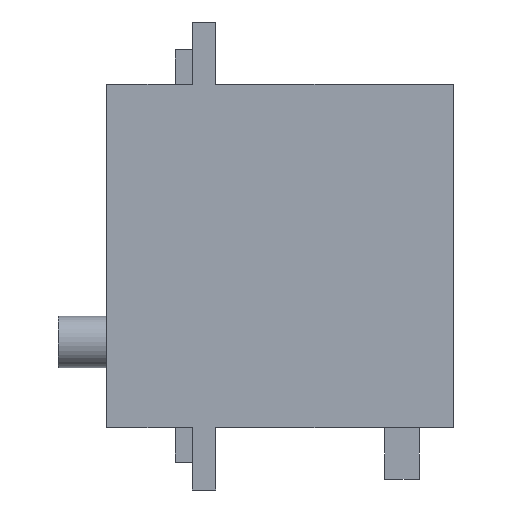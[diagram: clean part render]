
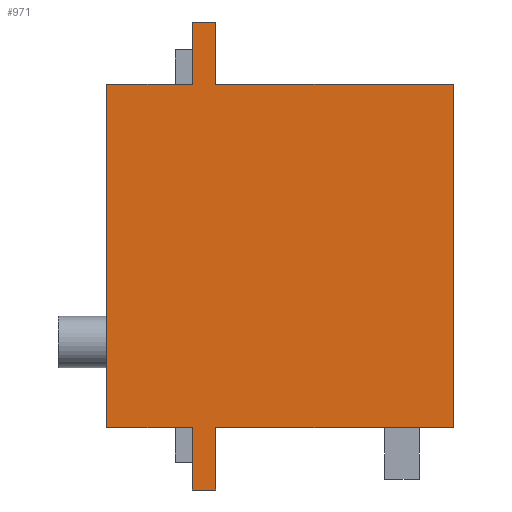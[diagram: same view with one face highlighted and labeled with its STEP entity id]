
A CAD part, left-side view. The second image highlights one B-rep face of the part: STEP entity #971.
In plain terms, the highlighted planar face has unit normal (-1, 0, 0).
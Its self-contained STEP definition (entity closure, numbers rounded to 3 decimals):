
#83=FACE_OUTER_BOUND('',#133,.T.);
#133=EDGE_LOOP('',(#821,#822,#823,#824,#825,#826,#827,#828,#829,#830,#831,
#832));
#172=LINE('',#1391,#286);
#177=LINE('',#1401,#291);
#192=LINE('',#1436,#306);
#204=LINE('',#1463,#318);
#216=LINE('',#1493,#330);
#232=LINE('',#1526,#346);
#235=LINE('',#1532,#349);
#236=LINE('',#1535,#350);
#241=LINE('',#1544,#355);
#243=LINE('',#1547,#357);
#246=LINE('',#1553,#360);
#248=LINE('',#1557,#362);
#286=VECTOR('',#1144,10.);
#291=VECTOR('',#1151,10.);
#306=VECTOR('',#1178,10.);
#318=VECTOR('',#1206,10.);
#330=VECTOR('',#1230,10.);
#346=VECTOR('',#1262,10.);
#349=VECTOR('',#1267,10.);
#350=VECTOR('',#1270,10.);
#355=VECTOR('',#1277,10.);
#357=VECTOR('',#1281,10.);
#360=VECTOR('',#1286,10.);
#362=VECTOR('',#1292,10.);
#394=VERTEX_POINT('',#1388);
#395=VERTEX_POINT('',#1390);
#398=VERTEX_POINT('',#1398);
#399=VERTEX_POINT('',#1400);
#413=VERTEX_POINT('',#1434);
#420=VERTEX_POINT('',#1462);
#431=VERTEX_POINT('',#1490);
#432=VERTEX_POINT('',#1492);
#443=VERTEX_POINT('',#1530);
#444=VERTEX_POINT('',#1534);
#447=VERTEX_POINT('',#1542);
#449=VERTEX_POINT('',#1551);
#494=EDGE_CURVE('',#394,#395,#172,.T.);
#499=EDGE_CURVE('',#398,#399,#177,.T.);
#517=EDGE_CURVE('',#413,#399,#192,.T.);
#530=EDGE_CURVE('',#420,#413,#204,.T.);
#544=EDGE_CURVE('',#431,#432,#216,.T.);
#562=EDGE_CURVE('',#432,#394,#232,.T.);
#565=EDGE_CURVE('',#431,#443,#235,.T.);
#566=EDGE_CURVE('',#444,#420,#236,.T.);
#571=EDGE_CURVE('',#398,#447,#241,.T.);
#573=EDGE_CURVE('',#395,#447,#243,.T.);
#576=EDGE_CURVE('',#449,#443,#246,.T.);
#578=EDGE_CURVE('',#449,#444,#248,.T.);
#821=ORIENTED_EDGE('',*,*,#578,.T.);
#822=ORIENTED_EDGE('',*,*,#566,.T.);
#823=ORIENTED_EDGE('',*,*,#530,.T.);
#824=ORIENTED_EDGE('',*,*,#517,.T.);
#825=ORIENTED_EDGE('',*,*,#499,.F.);
#826=ORIENTED_EDGE('',*,*,#571,.T.);
#827=ORIENTED_EDGE('',*,*,#573,.F.);
#828=ORIENTED_EDGE('',*,*,#494,.F.);
#829=ORIENTED_EDGE('',*,*,#562,.F.);
#830=ORIENTED_EDGE('',*,*,#544,.F.);
#831=ORIENTED_EDGE('',*,*,#565,.T.);
#832=ORIENTED_EDGE('',*,*,#576,.F.);
#876=PLANE('',#1053);
#971=ADVANCED_FACE('',(#83),#876,.T.);
#1053=AXIS2_PLACEMENT_3D('',#1556,#1290,#1291);
#1144=DIRECTION('',(0.,1.,0.));
#1151=DIRECTION('',(0.,0.,1.));
#1178=DIRECTION('',(0.,1.,0.));
#1206=DIRECTION('',(0.,0.,1.));
#1230=DIRECTION('',(0.,1.,0.));
#1262=DIRECTION('',(0.,0.,1.));
#1267=DIRECTION('',(0.,0.,1.));
#1270=DIRECTION('',(0.,1.,0.));
#1277=DIRECTION('',(0.,1.,0.));
#1281=DIRECTION('',(0.,0.,1.));
#1286=DIRECTION('',(0.,1.,0.));
#1290=DIRECTION('center_axis',(-1.,0.,0.));
#1291=DIRECTION('ref_axis',(0.,0.,1.));
#1292=DIRECTION('',(0.,0.,1.));
#1388=CARTESIAN_POINT('',(-10.,30.4,-20.));
#1390=CARTESIAN_POINT('',(-10.,40.4,-20.));
#1391=CARTESIAN_POINT('',(-10.,0.,-20.));
#1398=CARTESIAN_POINT('',(-10.,30.4,20.));
#1400=CARTESIAN_POINT('',(-10.,30.4,27.25));
#1401=CARTESIAN_POINT('',(-10.,30.4,20.));
#1434=CARTESIAN_POINT('',(-10.,27.7,27.25));
#1436=CARTESIAN_POINT('',(-10.,27.7,27.25));
#1462=CARTESIAN_POINT('',(-10.,27.7,20.));
#1463=CARTESIAN_POINT('',(-10.,27.7,20.));
#1490=CARTESIAN_POINT('',(-10.,27.7,-27.25));
#1492=CARTESIAN_POINT('',(-10.,30.4,-27.25));
#1493=CARTESIAN_POINT('',(-10.,27.7,-27.25));
#1526=CARTESIAN_POINT('',(-10.,30.4,-27.25));
#1530=CARTESIAN_POINT('',(-10.,27.7,-20.));
#1532=CARTESIAN_POINT('',(-10.,27.7,-27.25));
#1534=CARTESIAN_POINT('',(-10.,0.,20.));
#1535=CARTESIAN_POINT('',(-10.,0.,20.));
#1542=CARTESIAN_POINT('',(-10.,40.4,20.));
#1544=CARTESIAN_POINT('',(-10.,0.,20.));
#1547=CARTESIAN_POINT('',(-10.,40.4,-20.));
#1551=CARTESIAN_POINT('',(-10.,0.,-20.));
#1553=CARTESIAN_POINT('',(-10.,0.,-20.));
#1556=CARTESIAN_POINT('Origin',(-10.,0.,-20.));
#1557=CARTESIAN_POINT('',(-10.,0.,-20.));
